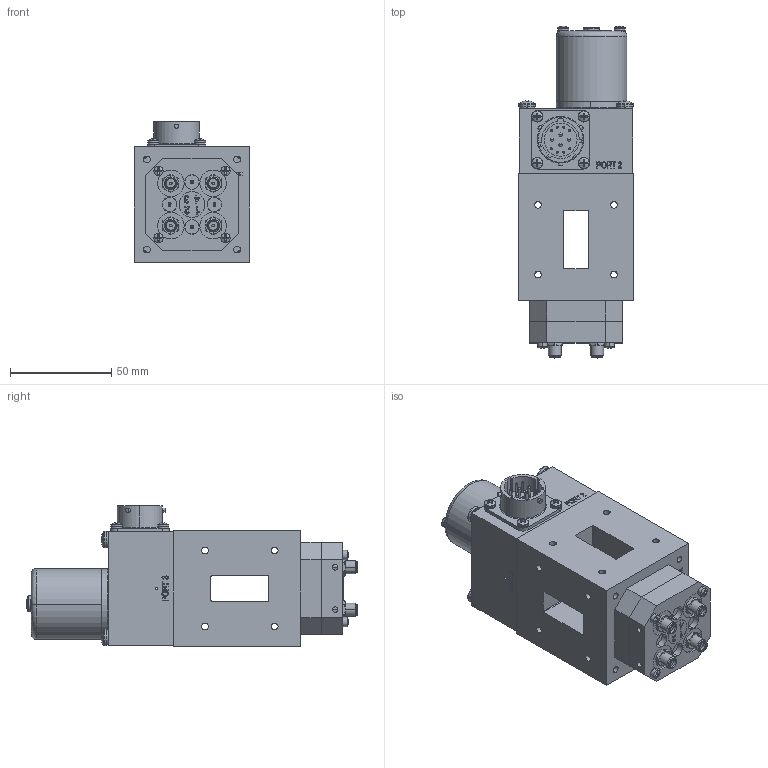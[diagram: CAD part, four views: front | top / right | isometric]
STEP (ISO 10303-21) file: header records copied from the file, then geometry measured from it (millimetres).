
FILE_DESCRIPTION (( 'STEP AP203' ), '1' );
FILE_NAME ('HS-APM5.STEP', '2016-02-11T16:18:27', ( '' ), ( '' ), 'SwSTEP 2.0', 'SolidWorks 2016', '' );
FILE_SCHEMA (( 'CONFIG_CONTROL_DESIGN' ));
Length unit declared in the file: inch
Products named in the file (2): HS-APM5
Bounding box: 57.15 x 163.57 x 69.44 mm (x, y, z)
Surface area: 52711.2 mm2 (no closed solid volume)
Topology: 0 solids, 156 shells, 788 faces, 3861 edges, 3219 vertices
Faces by surface type: plane 418, cylinder 234, torus 52, cone 48, sphere 30, bspline 6
Entity records: 50076 total; most frequent: CARTESIAN_POINT 20940, DIRECTION 5457, ORIENTED_EDGE 5161, EDGE_CURVE 3856, VERTEX_POINT 3216, LINE 1891, VECTOR 1891, AXIS2_PLACEMENT_3D 1783
